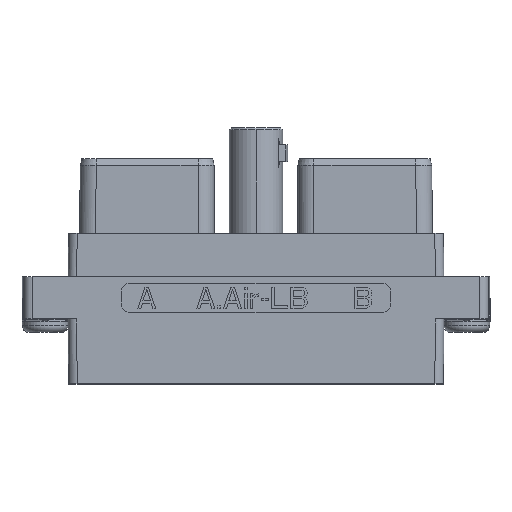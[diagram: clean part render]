
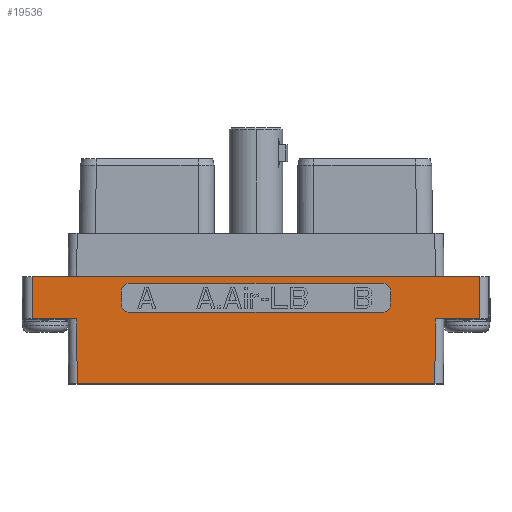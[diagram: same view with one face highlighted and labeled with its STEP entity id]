
A CAD part, top view. The second image highlights one B-rep face of the part: STEP entity #19536.
In plain terms, the highlighted planar face has unit normal (0, 0, 1).
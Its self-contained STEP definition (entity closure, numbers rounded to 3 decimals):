
#985=DIRECTION('',(-1.,0.,0.));
#986=VECTOR('',#985,53.065);
#987=CARTESIAN_POINT('',(26.532,-5.33,7.965));
#988=LINE('',#987,#986);
#1071=DIRECTION('',(0.,1.,0.));
#1072=VECTOR('',#1071,4.99);
#1073=CARTESIAN_POINT('',(26.532,-10.32,7.965));
#1074=LINE('',#1073,#1072);
#1089=CARTESIAN_POINT('',(-15.,-7.055,7.965));
#1090=DIRECTION('',(0.,0.,1.));
#1091=DIRECTION('',(0.,1.,0.));
#1092=AXIS2_PLACEMENT_3D('',#1089,#1090,#1091);
#1094=DIRECTION('',(0.,-1.,0.));
#1095=VECTOR('',#1094,1.5);
#1096=CARTESIAN_POINT('',(-15.985,-7.055,7.965));
#1097=LINE('',#1096,#1095);
#1098=CARTESIAN_POINT('',(-15.,-8.555,7.965));
#1099=DIRECTION('',(0.,0.,1.));
#1100=DIRECTION('',(-1.,0.,0.));
#1101=AXIS2_PLACEMENT_3D('',#1098,#1099,#1100);
#1103=DIRECTION('',(1.,0.,0.));
#1104=VECTOR('',#1103,30.);
#1105=CARTESIAN_POINT('',(-15.,-9.54,7.965));
#1106=LINE('',#1105,#1104);
#1107=CARTESIAN_POINT('',(15.,-8.555,7.965));
#1108=DIRECTION('',(0.,0.,1.));
#1109=DIRECTION('',(0.,-1.,0.));
#1110=AXIS2_PLACEMENT_3D('',#1107,#1108,#1109);
#1112=DIRECTION('',(0.,1.,0.));
#1113=VECTOR('',#1112,1.5);
#1114=CARTESIAN_POINT('',(15.985,-8.555,7.965));
#1115=LINE('',#1114,#1113);
#1116=CARTESIAN_POINT('',(15.,-7.055,7.965));
#1117=DIRECTION('',(0.,0.,1.));
#1118=DIRECTION('',(1.,0.,0.));
#1119=AXIS2_PLACEMENT_3D('',#1116,#1117,#1118);
#1121=DIRECTION('',(-1.,0.,0.));
#1122=VECTOR('',#1121,30.);
#1123=CARTESIAN_POINT('',(15.,-6.07,7.965));
#1124=LINE('',#1123,#1122);
#1186=DIRECTION('',(1.,0.,0.));
#1187=VECTOR('',#1186,5.273);
#1188=CARTESIAN_POINT('',(21.26,-10.32,7.965));
#1189=LINE('',#1188,#1187);
#1762=DIRECTION('',(0.,-1.,0.));
#1763=VECTOR('',#1762,4.99);
#1764=CARTESIAN_POINT('',(-26.532,-5.33,7.965));
#1765=LINE('',#1764,#1763);
#1796=DIRECTION('',(1.,0.,0.));
#1797=VECTOR('',#1796,5.273);
#1798=CARTESIAN_POINT('',(-26.532,-10.32,7.965));
#1799=LINE('',#1798,#1797);
#3105=CARTESIAN_POINT('',(-21.26,-10.32,7.965));
#3107=DIRECTION('',(0.006,-1.,0.));
#3108=VECTOR('',#3107,7.7);
#3109=CARTESIAN_POINT('',(-21.26,-10.32,7.965));
#3110=LINE('',#3109,#3108);
#3154=DIRECTION('',(1.,0.,0.));
#3155=VECTOR('',#3154,42.42);
#3156=CARTESIAN_POINT('',(-21.21,-18.02,7.965));
#3157=LINE('',#3156,#3155);
#3265=DIRECTION('',(0.006,1.,0.));
#3266=VECTOR('',#3265,7.7);
#3267=CARTESIAN_POINT('',(21.21,-18.02,7.965));
#3268=LINE('',#3267,#3266);
#16422=VERTEX_POINT('',#3105);
#17780=CARTESIAN_POINT('',(21.21,-18.02,7.965));
#17781=CARTESIAN_POINT('',(21.26,-10.32,7.965));
#17782=VERTEX_POINT('',#17780);
#17783=VERTEX_POINT('',#17781);
#17795=CARTESIAN_POINT('',(-21.21,-18.02,7.965));
#17796=VERTEX_POINT('',#17795);
#17806=CARTESIAN_POINT('',(26.532,-10.32,7.965));
#17807=CARTESIAN_POINT('',(26.532,-5.33,7.965));
#17808=VERTEX_POINT('',#17806);
#17809=VERTEX_POINT('',#17807);
#17822=CARTESIAN_POINT('',(-26.532,-5.33,7.965));
#17823=CARTESIAN_POINT('',(-26.532,-10.32,7.965));
#17824=VERTEX_POINT('',#17822);
#17825=VERTEX_POINT('',#17823);
#18304=CARTESIAN_POINT('',(-15.,-6.07,7.965));
#18305=CARTESIAN_POINT('',(-15.985,-7.055,7.965));
#18306=VERTEX_POINT('',#18304);
#18307=VERTEX_POINT('',#18305);
#18308=CARTESIAN_POINT('',(-15.985,-8.555,7.965));
#18309=VERTEX_POINT('',#18308);
#18310=CARTESIAN_POINT('',(-15.,-9.54,7.965));
#18311=VERTEX_POINT('',#18310);
#18312=CARTESIAN_POINT('',(15.,-9.54,7.965));
#18313=VERTEX_POINT('',#18312);
#18314=CARTESIAN_POINT('',(15.985,-8.555,7.965));
#18315=VERTEX_POINT('',#18314);
#18316=CARTESIAN_POINT('',(15.985,-7.055,7.965));
#18317=VERTEX_POINT('',#18316);
#18318=CARTESIAN_POINT('',(15.,-6.07,7.965));
#18319=VERTEX_POINT('',#18318);
#19497=CARTESIAN_POINT('',(-27.69,-5.345,7.965));
#19498=DIRECTION('',(0.,0.,1.));
#19499=DIRECTION('',(1.,0.,0.));
#19500=AXIS2_PLACEMENT_3D('',#19497,#19498,#19499);
#19501=PLANE('',#19500);
#19503=ORIENTED_EDGE('',*,*,#19502,.F.);
#19505=ORIENTED_EDGE('',*,*,#19504,.F.);
#19507=ORIENTED_EDGE('',*,*,#19506,.F.);
#19509=ORIENTED_EDGE('',*,*,#19508,.F.);
#19511=ORIENTED_EDGE('',*,*,#19510,.F.);
#19513=ORIENTED_EDGE('',*,*,#19512,.F.);
#19514=ORIENTED_EDGE('',*,*,#19420,.F.);
#19515=ORIENTED_EDGE('',*,*,#19487,.F.);
#19516=EDGE_LOOP('',(#19503,#19505,#19507,#19509,#19511,#19513,#19514,#19515));
#19517=FACE_OUTER_BOUND('',#19516,.F.);
#19519=ORIENTED_EDGE('',*,*,#19518,.T.);
#19521=ORIENTED_EDGE('',*,*,#19520,.T.);
#19523=ORIENTED_EDGE('',*,*,#19522,.T.);
#19525=ORIENTED_EDGE('',*,*,#19524,.T.);
#19527=ORIENTED_EDGE('',*,*,#19526,.T.);
#19529=ORIENTED_EDGE('',*,*,#19528,.T.);
#19531=ORIENTED_EDGE('',*,*,#19530,.T.);
#19533=ORIENTED_EDGE('',*,*,#19532,.T.);
#19534=EDGE_LOOP('',(#19519,#19521,#19523,#19525,#19527,#19529,#19531,#19533));
#19535=FACE_BOUND('',#19534,.F.);
#19536=ADVANCED_FACE('',(#19517,#19535),#19501,.T.);
#1093=CIRCLE('',#1092,0.985);
#1102=CIRCLE('',#1101,0.985);
#1111=CIRCLE('',#1110,0.985);
#1120=CIRCLE('',#1119,0.985);
#19420=EDGE_CURVE('',#17809,#17824,#988,.T.);
#19487=EDGE_CURVE('',#17808,#17809,#1074,.T.);
#19502=EDGE_CURVE('',#17783,#17808,#1189,.T.);
#19504=EDGE_CURVE('',#17782,#17783,#3268,.T.);
#19506=EDGE_CURVE('',#17796,#17782,#3157,.T.);
#19508=EDGE_CURVE('',#16422,#17796,#3110,.T.);
#19510=EDGE_CURVE('',#17825,#16422,#1799,.T.);
#19512=EDGE_CURVE('',#17824,#17825,#1765,.T.);
#19518=EDGE_CURVE('',#18306,#18307,#1093,.T.);
#19520=EDGE_CURVE('',#18307,#18309,#1097,.T.);
#19522=EDGE_CURVE('',#18309,#18311,#1102,.T.);
#19524=EDGE_CURVE('',#18311,#18313,#1106,.T.);
#19526=EDGE_CURVE('',#18313,#18315,#1111,.T.);
#19528=EDGE_CURVE('',#18315,#18317,#1115,.T.);
#19530=EDGE_CURVE('',#18317,#18319,#1120,.T.);
#19532=EDGE_CURVE('',#18319,#18306,#1124,.T.);
